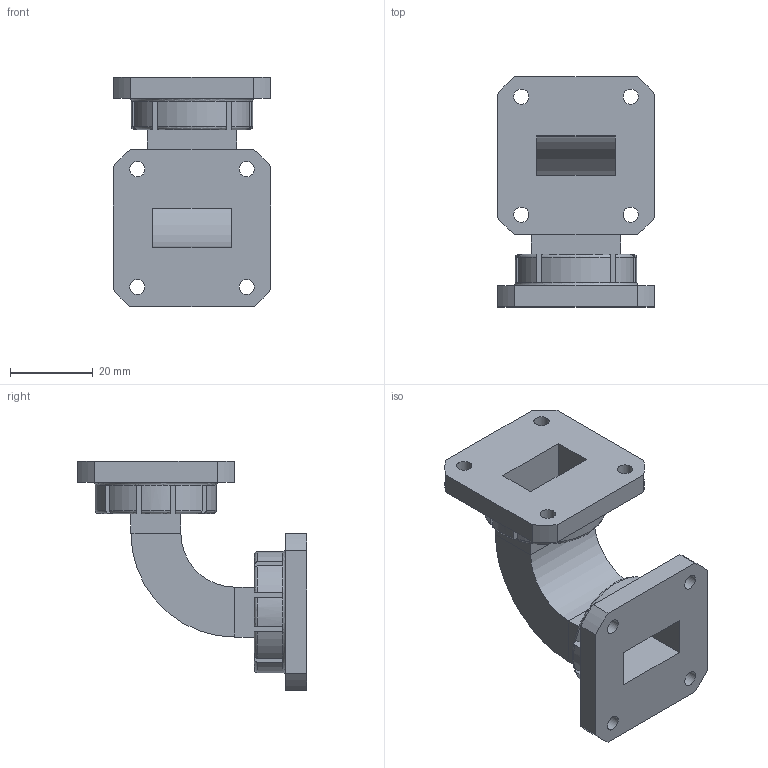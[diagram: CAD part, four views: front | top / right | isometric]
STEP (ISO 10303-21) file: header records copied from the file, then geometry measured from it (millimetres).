
FILE_DESCRIPTION (( 'STEP AP203' ), '1' );
FILE_NAME ('PE-W75B001_3D.step', '2021-03-02T17:20:08', ( '' ), ( '' ), 'SwSTEP 2.0', 'SolidWorks 2018', '' );
FILE_SCHEMA (( 'CONFIG_CONTROL_DESIGN' ));
Length unit declared in the file: inch
Products named in the file (1): PE-W75B001_3D
Bounding box: 38.1 x 55.55 x 55.55 mm (x, y, z)
Volume: 22188.1 mm3; surface area: 15140.8 mm2
Topology: 1 solids, 1 shells, 150 faces, 390 edges, 244 vertices
Faces by surface type: plane 96, cylinder 36, torus 18
Full cylindrical faces by diameter (mm): 3.683 x8
Entity records: 4743 total; most frequent: CARTESIAN_POINT 995, ORIENTED_EDGE 756, DIRECTION 754, EDGE_CURVE 378, AXIS2_PLACEMENT_3D 257, VERTEX_POINT 242, LINE 240, VECTOR 240
